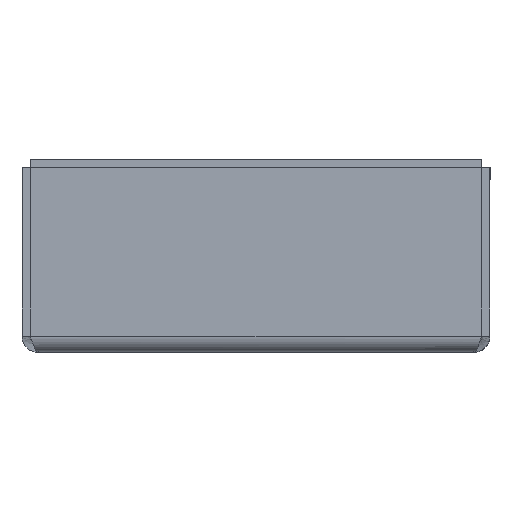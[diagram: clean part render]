
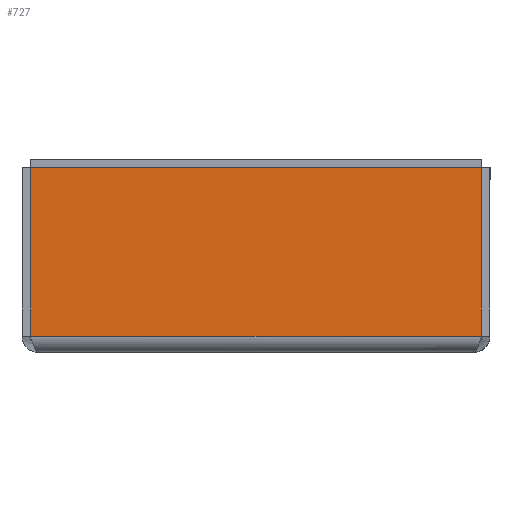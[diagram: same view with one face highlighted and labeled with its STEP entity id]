
A CAD part, left-side view. The second image highlights one B-rep face of the part: STEP entity #727.
In plain terms, the highlighted planar face has unit normal (-1, 0, 0).
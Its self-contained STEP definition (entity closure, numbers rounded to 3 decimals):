
#98=FACE_OUTER_BOUND('',#144,.T.);
#144=EDGE_LOOP('',(#529,#530,#531,#532));
#173=LINE('',#937,#232);
#193=LINE('',#1316,#252);
#198=LINE('',#1325,#257);
#203=LINE('',#1387,#262);
#232=VECTOR('',#806,10.);
#252=VECTOR('',#842,10.);
#257=VECTOR('',#851,10.);
#262=VECTOR('',#858,10.);
#291=VERTEX_POINT('',#935);
#292=VERTEX_POINT('',#936);
#331=VERTEX_POINT('',#1315);
#333=VERTEX_POINT('',#1324);
#349=EDGE_CURVE('',#291,#292,#173,.T.);
#396=EDGE_CURVE('',#292,#331,#193,.T.);
#401=EDGE_CURVE('',#333,#331,#198,.T.);
#408=EDGE_CURVE('',#333,#291,#203,.T.);
#529=ORIENTED_EDGE('',*,*,#401,.T.);
#530=ORIENTED_EDGE('',*,*,#396,.F.);
#531=ORIENTED_EDGE('',*,*,#349,.F.);
#532=ORIENTED_EDGE('',*,*,#408,.F.);
#648=PLANE('',#779);
#727=ADVANCED_FACE('',(#98),#648,.F.);
#779=AXIS2_PLACEMENT_3D('',#1388,#859,#860);
#806=DIRECTION('',(0.,-1.,0.));
#842=DIRECTION('',(0.,0.,-1.));
#851=DIRECTION('',(0.,-1.,0.));
#858=DIRECTION('',(0.,0.,1.));
#859=DIRECTION('center_axis',(1.,0.,0.));
#860=DIRECTION('ref_axis',(0.,0.,-1.));
#935=CARTESIAN_POINT('',(-200.,54.929,8.));
#936=CARTESIAN_POINT('',(-200.,-54.929,8.));
#937=CARTESIAN_POINT('',(-200.,54.929,8.));
#1315=CARTESIAN_POINT('',(-200.,-54.929,-33.));
#1316=CARTESIAN_POINT('',(-200.,-54.929,-33.));
#1324=CARTESIAN_POINT('',(-200.,54.929,-33.));
#1325=CARTESIAN_POINT('',(-200.,0.,-33.));
#1387=CARTESIAN_POINT('',(-200.,54.929,-33.));
#1388=CARTESIAN_POINT('Origin',(-200.,0.,-14.529));
